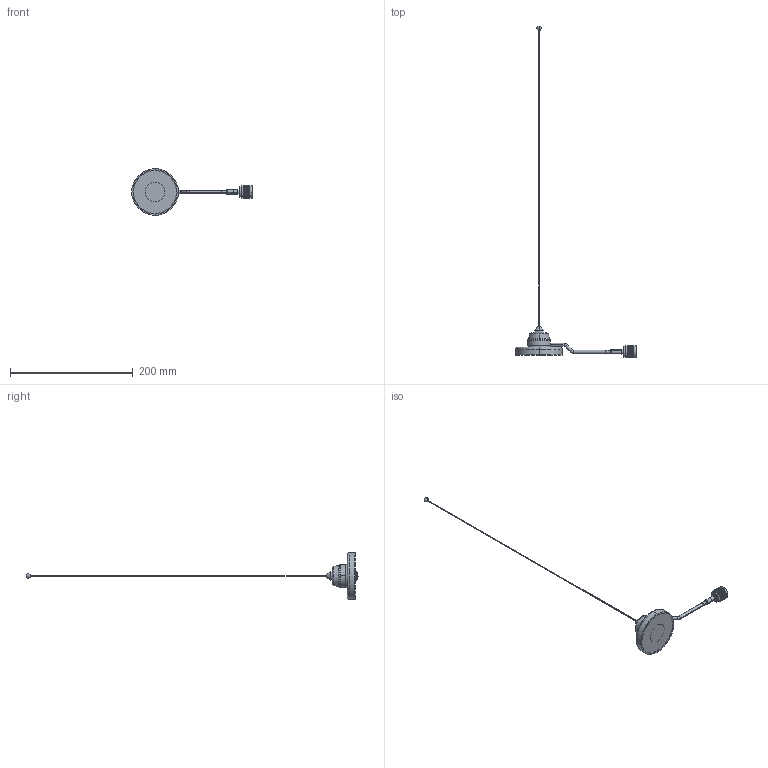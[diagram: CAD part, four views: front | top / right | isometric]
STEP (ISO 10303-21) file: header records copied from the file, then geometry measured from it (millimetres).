
FILE_DESCRIPTION (( 'STEP AP214' ), '1' );
FILE_NAME ('FMANMOB1005-NM_3D.step', '2023-03-15T17:34:33', ( '' ), ( '' ), 'SwSTEP 2.0', 'SolidWorks 2022', '' );
FILE_SCHEMA (( 'AUTOMOTIVE_DESIGN' ));
Length unit declared in the file: inch
Products named in the file (6): Copy of NM 230124^FMMA1-NMA10_CRIMPED; 1083 230124; FMMA1-NMA10; Copy of NMO Base w Cable^FMMA1-NMA10; FMANMOB1005-NM_3D; Copy of HeatShrink-195-3_230124^FMMA1-NMA10
Assembly tree (5 placements, depth 3):
  FMANMOB1005-NM_3D
    FMMA1-NMA10
      Copy of NMO Base w Cable^FMMA1-NMA10
      Copy of HeatShrink-195-3_230124^FMMA1-NMA10
      Copy of NM 230124^FMMA1-NMA10_CRIMPED
    1083 230124
Bounding box: 196.27 x 540.25 x 76 mm (x, y, z)
Volume: 76444 mm3; surface area: 52615.4 mm2
Topology: 10 solids, 10 shells, 2565 faces, 5563 edges, 3031 vertices
Faces by surface type: bspline 1804, cylinder 626, plane 78, cone 37, torus 18, sphere 2
Entity records: 101146 total; most frequent: CARTESIAN_POINT 63710, ORIENTED_EDGE 11114, EDGE_CURVE 5557, VERTEX_POINT 3031, DIRECTION 2847, EDGE_LOOP 2602, FACE_OUTER_BOUND 2565, ADVANCED_FACE 2565
